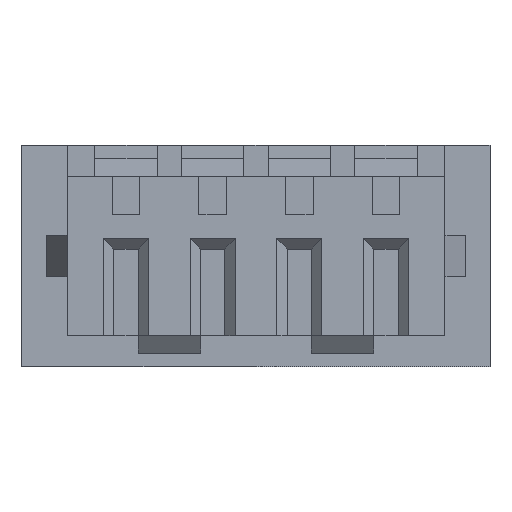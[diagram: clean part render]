
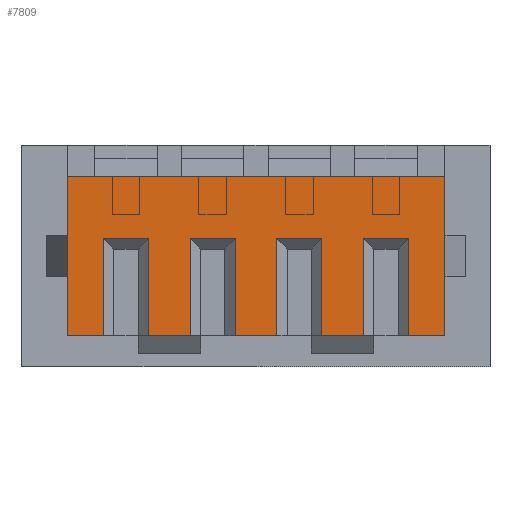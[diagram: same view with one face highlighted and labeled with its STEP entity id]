
A CAD part, front view. The second image highlights one B-rep face of the part: STEP entity #7809.
In plain terms, the highlighted planar face has unit normal (0, -1, 0).
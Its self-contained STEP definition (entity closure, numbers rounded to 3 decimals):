
#1129=DIRECTION('',(0.,0.,1.));
#1130=VECTOR('',#1129,2.3);
#1131=CARTESIAN_POINT('',(2.725,-1.975,-1.15));
#1132=LINE('',#1131,#1130);
#1213=DIRECTION('',(0.,0.,1.));
#1214=VECTOR('',#1213,1.4);
#1215=CARTESIAN_POINT('',(1.55,-1.975,-1.15));
#1216=LINE('',#1215,#1214);
#1225=DIRECTION('',(1.,0.,0.));
#1226=VECTOR('',#1225,0.6);
#1227=CARTESIAN_POINT('',(0.95,-1.975,-1.15));
#1228=LINE('',#1227,#1226);
#1229=DIRECTION('',(1.,0.,0.));
#1230=VECTOR('',#1229,0.6);
#1231=CARTESIAN_POINT('',(-0.3,-1.975,-1.15));
#1232=LINE('',#1231,#1230);
#1233=DIRECTION('',(1.,0.,0.));
#1234=VECTOR('',#1233,0.6);
#1235=CARTESIAN_POINT('',(-1.55,-1.975,-1.15));
#1236=LINE('',#1235,#1234);
#1237=DIRECTION('',(1.,0.,0.));
#1238=VECTOR('',#1237,0.525);
#1239=CARTESIAN_POINT('',(-2.725,-1.975,-1.15));
#1240=LINE('',#1239,#1238);
#1241=DIRECTION('',(0.,0.,1.));
#1242=VECTOR('',#1241,2.3);
#1243=CARTESIAN_POINT('',(-2.725,-1.975,-1.15));
#1244=LINE('',#1243,#1242);
#1245=DIRECTION('',(1.,0.,0.));
#1246=VECTOR('',#1245,5.45);
#1247=CARTESIAN_POINT('',(-2.725,-1.975,1.15));
#1248=LINE('',#1247,#1246);
#1249=DIRECTION('',(1.,0.,0.));
#1250=VECTOR('',#1249,0.525);
#1251=CARTESIAN_POINT('',(2.2,-1.975,-1.15));
#1252=LINE('',#1251,#1250);
#1253=DIRECTION('',(0.,0.,1.));
#1254=VECTOR('',#1253,1.4);
#1255=CARTESIAN_POINT('',(2.2,-1.975,-1.15));
#1256=LINE('',#1255,#1254);
#1269=DIRECTION('',(-1.,0.,0.));
#1270=VECTOR('',#1269,0.65);
#1271=CARTESIAN_POINT('',(2.2,-1.975,0.25));
#1272=LINE('',#1271,#1270);
#1281=DIRECTION('',(0.,0.,1.));
#1282=VECTOR('',#1281,1.4);
#1283=CARTESIAN_POINT('',(0.95,-1.975,-1.15));
#1284=LINE('',#1283,#1282);
#1297=DIRECTION('',(0.,0.,1.));
#1298=VECTOR('',#1297,1.4);
#1299=CARTESIAN_POINT('',(0.3,-1.975,-1.15));
#1300=LINE('',#1299,#1298);
#1309=DIRECTION('',(-1.,0.,0.));
#1310=VECTOR('',#1309,0.65);
#1311=CARTESIAN_POINT('',(0.95,-1.975,0.25));
#1312=LINE('',#1311,#1310);
#1321=DIRECTION('',(0.,0.,1.));
#1322=VECTOR('',#1321,1.4);
#1323=CARTESIAN_POINT('',(-0.3,-1.975,-1.15));
#1324=LINE('',#1323,#1322);
#1337=DIRECTION('',(0.,0.,1.));
#1338=VECTOR('',#1337,1.4);
#1339=CARTESIAN_POINT('',(-0.95,-1.975,-1.15));
#1340=LINE('',#1339,#1338);
#1349=DIRECTION('',(-1.,0.,0.));
#1350=VECTOR('',#1349,0.65);
#1351=CARTESIAN_POINT('',(-0.3,-1.975,0.25));
#1352=LINE('',#1351,#1350);
#1361=DIRECTION('',(0.,0.,1.));
#1362=VECTOR('',#1361,1.4);
#1363=CARTESIAN_POINT('',(-1.55,-1.975,-1.15));
#1364=LINE('',#1363,#1362);
#1377=DIRECTION('',(0.,0.,1.));
#1378=VECTOR('',#1377,1.4);
#1379=CARTESIAN_POINT('',(-2.2,-1.975,-1.15));
#1380=LINE('',#1379,#1378);
#1389=DIRECTION('',(-1.,0.,0.));
#1390=VECTOR('',#1389,0.65);
#1391=CARTESIAN_POINT('',(-1.55,-1.975,0.25));
#1392=LINE('',#1391,#1390);
#4614=CARTESIAN_POINT('',(-2.725,-1.975,-1.15));
#4616=VERTEX_POINT('',#4614);
#4617=CARTESIAN_POINT('',(-2.725,-1.975,1.15));
#4619=VERTEX_POINT('',#4617);
#4627=CARTESIAN_POINT('',(2.725,-1.975,1.15));
#4628=VERTEX_POINT('',#4627);
#4629=CARTESIAN_POINT('',(2.725,-1.975,-1.15));
#4631=VERTEX_POINT('',#4629);
#4773=CARTESIAN_POINT('',(-2.2,-1.975,-1.15));
#4774=CARTESIAN_POINT('',(-2.2,-1.975,0.25));
#4775=VERTEX_POINT('',#4773);
#4776=VERTEX_POINT('',#4774);
#4781=CARTESIAN_POINT('',(-1.55,-1.975,0.25));
#4782=VERTEX_POINT('',#4781);
#4785=CARTESIAN_POINT('',(-1.55,-1.975,-1.15));
#4786=VERTEX_POINT('',#4785);
#5061=CARTESIAN_POINT('',(-0.95,-1.975,-1.15));
#5062=CARTESIAN_POINT('',(-0.95,-1.975,0.25));
#5063=VERTEX_POINT('',#5061);
#5064=VERTEX_POINT('',#5062);
#5067=CARTESIAN_POINT('',(-0.3,-1.975,0.25));
#5068=VERTEX_POINT('',#5067);
#5071=CARTESIAN_POINT('',(-0.3,-1.975,-1.15));
#5072=VERTEX_POINT('',#5071);
#5073=CARTESIAN_POINT('',(0.3,-1.975,-1.15));
#5074=CARTESIAN_POINT('',(0.3,-1.975,0.25));
#5075=VERTEX_POINT('',#5073);
#5076=VERTEX_POINT('',#5074);
#5079=CARTESIAN_POINT('',(0.95,-1.975,0.25));
#5080=VERTEX_POINT('',#5079);
#5083=CARTESIAN_POINT('',(0.95,-1.975,-1.15));
#5084=VERTEX_POINT('',#5083);
#5221=CARTESIAN_POINT('',(1.55,-1.975,-1.15));
#5222=CARTESIAN_POINT('',(1.55,-1.975,0.25));
#5223=VERTEX_POINT('',#5221);
#5224=VERTEX_POINT('',#5222);
#5227=CARTESIAN_POINT('',(2.2,-1.975,0.25));
#5228=VERTEX_POINT('',#5227);
#5231=CARTESIAN_POINT('',(2.2,-1.975,-1.15));
#5232=VERTEX_POINT('',#5231);
#7769=CARTESIAN_POINT('',(-2.725,-1.975,-1.6));
#7770=DIRECTION('',(0.,-1.,0.));
#7771=DIRECTION('',(1.,0.,0.));
#7772=AXIS2_PLACEMENT_3D('',#7769,#7770,#7771);
#7773=PLANE('',#7772);
#7775=ORIENTED_EDGE('',*,*,#7774,.T.);
#7777=ORIENTED_EDGE('',*,*,#7776,.T.);
#7778=ORIENTED_EDGE('',*,*,#7760,.F.);
#7779=ORIENTED_EDGE('',*,*,#7713,.F.);
#7781=ORIENTED_EDGE('',*,*,#7780,.T.);
#7783=ORIENTED_EDGE('',*,*,#7782,.T.);
#7785=ORIENTED_EDGE('',*,*,#7784,.F.);
#7786=ORIENTED_EDGE('',*,*,#7705,.F.);
#7788=ORIENTED_EDGE('',*,*,#7787,.T.);
#7790=ORIENTED_EDGE('',*,*,#7789,.T.);
#7792=ORIENTED_EDGE('',*,*,#7791,.F.);
#7793=ORIENTED_EDGE('',*,*,#7697,.F.);
#7795=ORIENTED_EDGE('',*,*,#7794,.T.);
#7797=ORIENTED_EDGE('',*,*,#7796,.T.);
#7799=ORIENTED_EDGE('',*,*,#7798,.F.);
#7800=ORIENTED_EDGE('',*,*,#7689,.F.);
#7802=ORIENTED_EDGE('',*,*,#7801,.T.);
#7804=ORIENTED_EDGE('',*,*,#7803,.T.);
#7805=ORIENTED_EDGE('',*,*,#7653,.F.);
#7806=ORIENTED_EDGE('',*,*,#7683,.F.);
#7807=EDGE_LOOP('',(#7775,#7777,#7778,#7779,#7781,#7783,#7785,#7786,#7788,#7790,
#7792,#7793,#7795,#7797,#7799,#7800,#7802,#7804,#7805,#7806));
#7808=FACE_OUTER_BOUND('',#7807,.F.);
#7809=ADVANCED_FACE('',(#7808),#7773,.T.);
#7653=EDGE_CURVE('',#4631,#4628,#1132,.T.);
#7683=EDGE_CURVE('',#5232,#4631,#1252,.T.);
#7689=EDGE_CURVE('',#4616,#4775,#1240,.T.);
#7697=EDGE_CURVE('',#4786,#5063,#1236,.T.);
#7705=EDGE_CURVE('',#5072,#5075,#1232,.T.);
#7713=EDGE_CURVE('',#5084,#5223,#1228,.T.);
#7760=EDGE_CURVE('',#5223,#5224,#1216,.T.);
#7774=EDGE_CURVE('',#5232,#5228,#1256,.T.);
#7776=EDGE_CURVE('',#5228,#5224,#1272,.T.);
#7780=EDGE_CURVE('',#5084,#5080,#1284,.T.);
#7782=EDGE_CURVE('',#5080,#5076,#1312,.T.);
#7784=EDGE_CURVE('',#5075,#5076,#1300,.T.);
#7787=EDGE_CURVE('',#5072,#5068,#1324,.T.);
#7789=EDGE_CURVE('',#5068,#5064,#1352,.T.);
#7791=EDGE_CURVE('',#5063,#5064,#1340,.T.);
#7794=EDGE_CURVE('',#4786,#4782,#1364,.T.);
#7796=EDGE_CURVE('',#4782,#4776,#1392,.T.);
#7798=EDGE_CURVE('',#4775,#4776,#1380,.T.);
#7801=EDGE_CURVE('',#4616,#4619,#1244,.T.);
#7803=EDGE_CURVE('',#4619,#4628,#1248,.T.);
